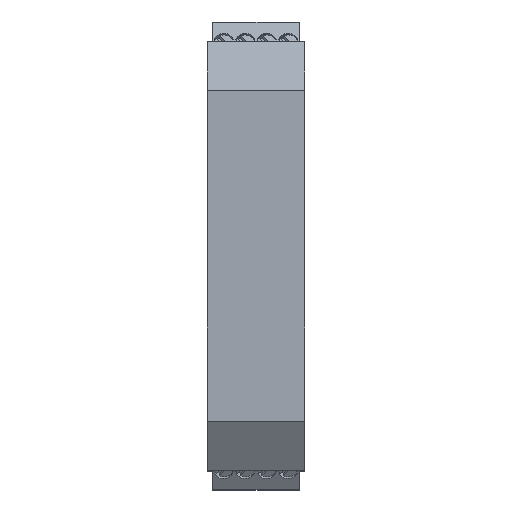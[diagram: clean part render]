
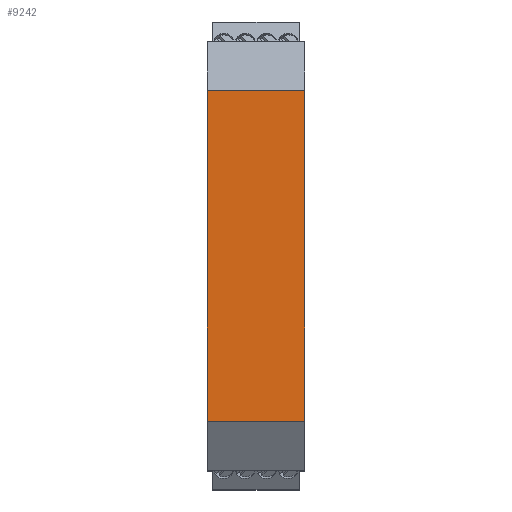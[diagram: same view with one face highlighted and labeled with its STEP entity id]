
A CAD part, top view. The second image highlights one B-rep face of the part: STEP entity #9242.
In plain terms, the highlighted planar face has unit normal (0, 0, 1).
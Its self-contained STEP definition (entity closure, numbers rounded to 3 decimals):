
#588 = VECTOR ( 'NONE', #1337, 1000. ) ;
#1059 = VECTOR ( 'NONE', #6094, 1000. ) ;
#1193 = CARTESIAN_POINT ( 'NONE',  ( 103.792, 177.875, 97.699 ) ) ;
#1337 = DIRECTION ( 'NONE',  ( -1., 0., 0. ) ) ;
#1437 = DIRECTION ( 'NONE',  ( 0., 1., 0. ) ) ;
#1601 = CARTESIAN_POINT ( 'NONE',  ( 103.792, 101.134, 97.699 ) ) ;
#1687 = CARTESIAN_POINT ( 'NONE',  ( 81.292, 101.134, 97.699 ) ) ;
#3049 = DIRECTION ( 'NONE',  ( 1., 0., 0. ) ) ;
#3179 = DIRECTION ( 'NONE',  ( -1., 0., 0. ) ) ;
#3644 = VECTOR ( 'NONE', #1437, 1000. ) ;
#4033 = LINE ( 'NONE', #1193, #11392 ) ;
#4472 = EDGE_LOOP ( 'NONE', ( #9168, #6151, #5892, #9925 ) ) ;
#5378 = CARTESIAN_POINT ( 'NONE',  ( 81.292, 177.875, 97.699 ) ) ;
#5892 = ORIENTED_EDGE ( 'NONE', *, *, #11323, .F. ) ;
#5993 = DIRECTION ( 'NONE',  ( 0., 0., 1. ) ) ;
#6094 = DIRECTION ( 'NONE',  ( 0., -1., 0. ) ) ;
#6151 = ORIENTED_EDGE ( 'NONE', *, *, #11118, .T. ) ;
#6340 = CARTESIAN_POINT ( 'NONE',  ( 103.792, 101.134, 97.699 ) ) ;
#7210 = VERTEX_POINT ( 'NONE', #10361 ) ;
#7298 = VERTEX_POINT ( 'NONE', #1687 ) ;
#7944 = PLANE ( 'NONE',  #8840 ) ;
#8006 = EDGE_CURVE ( 'NONE', #11005, #12217, #4033, .T. ) ;
#8548 = CARTESIAN_POINT ( 'NONE',  ( 103.792, 177.875, 97.699 ) ) ;
#8564 = LINE ( 'NONE', #6340, #588 ) ;
#8840 = AXIS2_PLACEMENT_3D ( 'NONE', #12685, #5993, #3049 ) ;
#8889 = FACE_OUTER_BOUND ( 'NONE', #4472, .T. ) ;
#9168 = ORIENTED_EDGE ( 'NONE', *, *, #8006, .T. ) ;
#9242 = ADVANCED_FACE ( 'NONE', ( #8889 ), #7944, .T. ) ;
#9612 = LINE ( 'NONE', #1601, #3644 ) ;
#9925 = ORIENTED_EDGE ( 'NONE', *, *, #11780, .T. ) ;
#10361 = CARTESIAN_POINT ( 'NONE',  ( 103.792, 101.134, 97.699 ) ) ;
#11005 = VERTEX_POINT ( 'NONE', #8548 ) ;
#11118 = EDGE_CURVE ( 'NONE', #12217, #7298, #11489, .T. ) ;
#11323 = EDGE_CURVE ( 'NONE', #7210, #7298, #8564, .T. ) ;
#11392 = VECTOR ( 'NONE', #3179, 1000. ) ;
#11489 = LINE ( 'NONE', #11888, #1059 ) ;
#11780 = EDGE_CURVE ( 'NONE', #7210, #11005, #9612, .T. ) ;
#11888 = CARTESIAN_POINT ( 'NONE',  ( 81.292, 94.967, 97.699 ) ) ;
#12217 = VERTEX_POINT ( 'NONE', #5378 ) ;
#12685 = CARTESIAN_POINT ( 'NONE',  ( 103.792, 101.134, 97.699 ) ) ;
